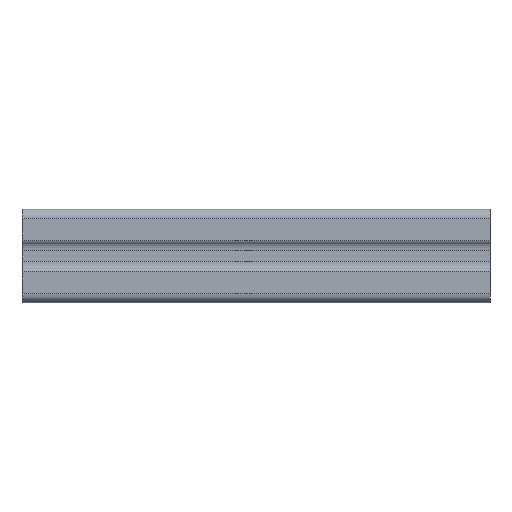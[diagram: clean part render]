
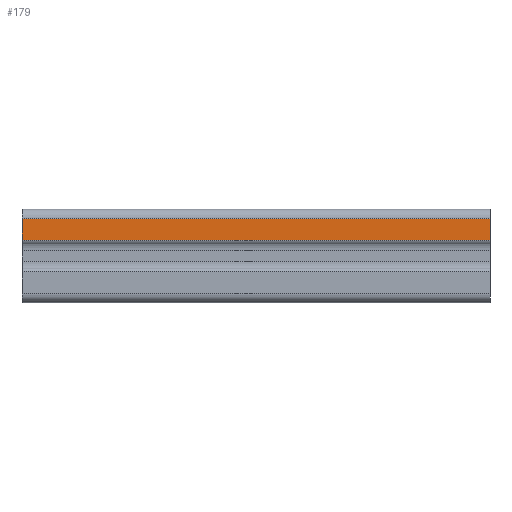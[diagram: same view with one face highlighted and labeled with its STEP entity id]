
A CAD part, left-side view. The second image highlights one B-rep face of the part: STEP entity #179.
In plain terms, the highlighted planar face has unit normal (-1, 0, 0).
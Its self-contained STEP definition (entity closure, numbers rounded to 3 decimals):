
#179 = ADVANCED_FACE( '', ( #369 ), #370, .F. );
#369 = FACE_OUTER_BOUND( '', #560, .T. );
#370 = PLANE( '', #561 );
#560 = EDGE_LOOP( '', ( #1082, #1083, #1084, #1085 ) );
#561 = AXIS2_PLACEMENT_3D( '', #1086, #1087, #1088 );
#1082 = ORIENTED_EDGE( '', *, *, #1221, .T. );
#1083 = ORIENTED_EDGE( '', *, *, #1386, .F. );
#1084 = ORIENTED_EDGE( '', *, *, #1356, .F. );
#1085 = ORIENTED_EDGE( '', *, *, #1384, .T. );
#1086 = CARTESIAN_POINT( '', ( -10., 100., 3.375 ) );
#1087 = DIRECTION( '', ( 1., 0., 0. ) );
#1088 = DIRECTION( '', ( 0., 0., -1. ) );
#1221 = EDGE_CURVE( '', #1494, #1491, #1495, .T. );
#1356 = EDGE_CURVE( '', #1697, #1676, #1699, .T. );
#1384 = EDGE_CURVE( '', #1697, #1494, #1727, .T. );
#1386 = EDGE_CURVE( '', #1676, #1491, #1729, .T. );
#1491 = VERTEX_POINT( '', #1860 );
#1494 = VERTEX_POINT( '', #1863 );
#1495 = LINE( '', #1864, #1865 );
#1676 = VERTEX_POINT( '', #2109 );
#1697 = VERTEX_POINT( '', #2139 );
#1699 = LINE( '', #2141, #2142 );
#1727 = LINE( '', #2179, #2180 );
#1729 = LINE( '', #2182, #2183 );
#1860 = CARTESIAN_POINT( '', ( -10., 0., 8. ) );
#1863 = CARTESIAN_POINT( '', ( -10., 0., 3.375 ) );
#1864 = CARTESIAN_POINT( '', ( -10., 0., 3.375 ) );
#1865 = VECTOR( '', #2276, 1000. );
#2109 = CARTESIAN_POINT( '', ( -10., 100., 8. ) );
#2139 = CARTESIAN_POINT( '', ( -10., 100., 3.375 ) );
#2141 = CARTESIAN_POINT( '', ( -10., 100., 3.375 ) );
#2142 = VECTOR( '', #2469, 1000. );
#2179 = CARTESIAN_POINT( '', ( -10., 100., 3.375 ) );
#2180 = VECTOR( '', #2479, 1000. );
#2182 = CARTESIAN_POINT( '', ( -10., 100., 8. ) );
#2183 = VECTOR( '', #2480, 1000. );
#2276 = DIRECTION( '', ( 0., 0., 1. ) );
#2469 = DIRECTION( '', ( 0., 0., 1. ) );
#2479 = DIRECTION( '', ( 0., -1., 0. ) );
#2480 = DIRECTION( '', ( 0., -1., 0. ) );
